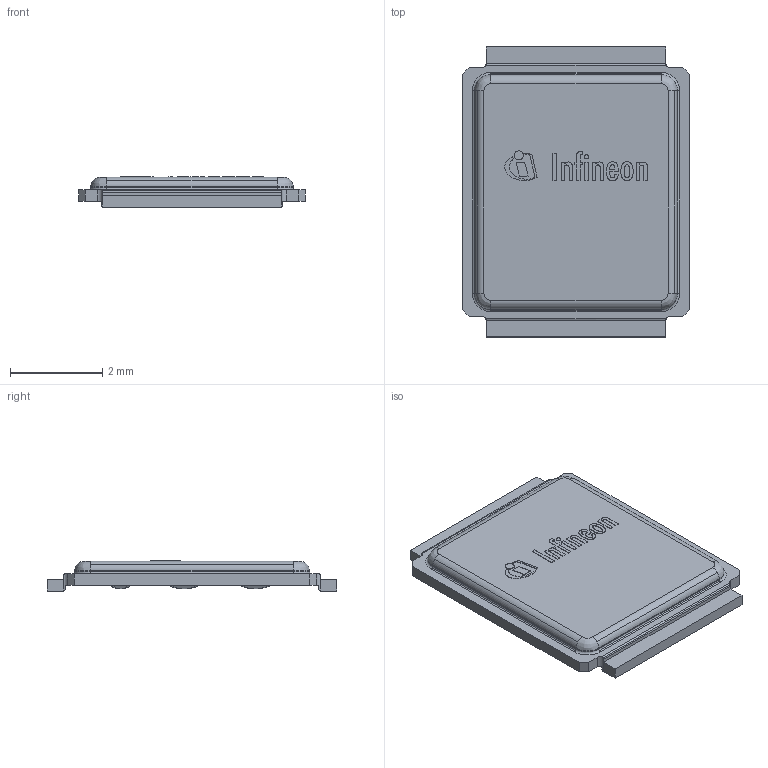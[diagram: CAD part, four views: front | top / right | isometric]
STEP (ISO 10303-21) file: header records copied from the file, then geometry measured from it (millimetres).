
FILE_DESCRIPTION (( 'STEP AP214' ), '1' );
FILE_NAME ('Infineon-STP_MG-WDSON-8-901-P-v02_00-EN.STEP', '2022-04-07T12:13:20', ( '' ), ( '' ), 'SwSTEP 2.0', 'SolidWorks 2018', '' );
FILE_SCHEMA (( 'AUTOMOTIVE_DESIGN' ));
Length unit declared in the file: millimetre
Products named in the file (1): Infineon-STP_MG-WDSON-8-901-P-v02_00-EN
Bounding box: 4.92 x 6.3 x 0.66 mm (x, y, z)
Volume: 11.8 mm3; surface area: 77.7 mm2
Topology: 13 solids, 13 shells, 380 faces, 1007 edges, 638 vertices
Faces by surface type: cylinder 223, plane 117, bspline 32, torus 8
Entity records: 16926 total; most frequent: CARTESIAN_POINT 3347, ORIENTED_EDGE 1966, DIRECTION 1907, EDGE_CURVE 983, AXIS2_PLACEMENT_3D 721, VERTEX_POINT 638, VECTOR 465, LINE 465
